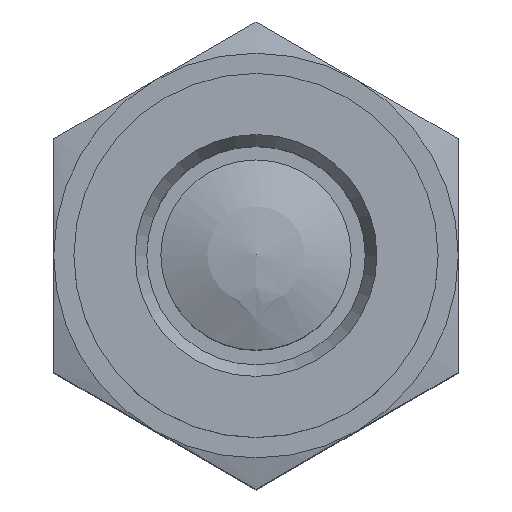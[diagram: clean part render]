
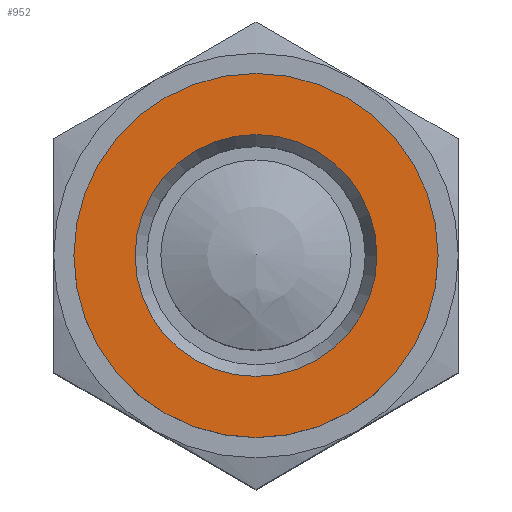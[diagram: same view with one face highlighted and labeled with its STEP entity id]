
A CAD part, top view. The second image highlights one B-rep face of the part: STEP entity #952.
In plain terms, the highlighted face is planar.
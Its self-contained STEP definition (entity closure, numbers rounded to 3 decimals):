
#253=ORIENTED_EDGE('',*,*,#483,.F.);
#254=ORIENTED_EDGE('',*,*,#484,.T.);
#483=EDGE_CURVE('',#600,#600,#673,.T.);
#484=EDGE_CURVE('',#601,#601,#674,.T.);
#600=VERTEX_POINT('',#1601);
#601=VERTEX_POINT('',#1603);
#673=CIRCLE('',#1073,4.5);
#674=CIRCLE('',#1074,2.989);
#738=EDGE_LOOP('',(#253));
#739=EDGE_LOOP('',(#254));
#834=FACE_BOUND('',#738,.T.);
#835=FACE_BOUND('',#739,.T.);
#909=PLANE('',#1072);
#952=ADVANCED_FACE('',(#834,#835),#909,.F.);
#1072=AXIS2_PLACEMENT_3D('',#1599,#1261,#1262);
#1073=AXIS2_PLACEMENT_3D('',#1600,#1263,#1264);
#1074=AXIS2_PLACEMENT_3D('',#1602,#1265,#1266);
#1261=DIRECTION('',(1.,0.,0.));
#1262=DIRECTION('',(0.,0.,-1.));
#1263=DIRECTION('',(1.,0.,0.));
#1264=DIRECTION('',(0.,0.,-1.));
#1265=DIRECTION('',(1.,0.,0.));
#1266=DIRECTION('',(0.,0.,-1.));
#1599=CARTESIAN_POINT('',(-12.6,0.,0.));
#1600=CARTESIAN_POINT('',(-12.6,0.,0.));
#1601=CARTESIAN_POINT('',(-12.6,0.,-4.5));
#1602=CARTESIAN_POINT('',(-12.6,0.,0.));
#1603=CARTESIAN_POINT('',(-12.6,0.,-2.989));
